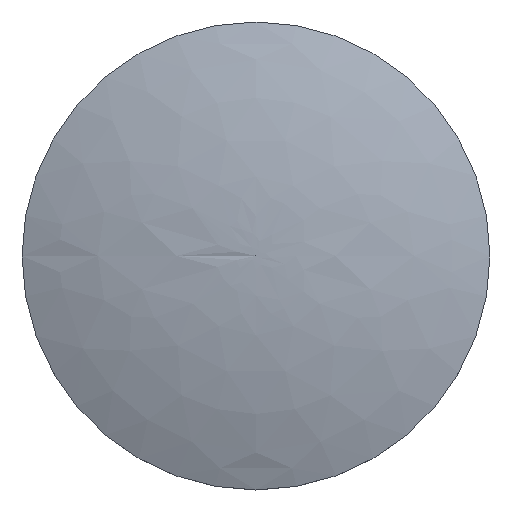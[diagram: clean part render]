
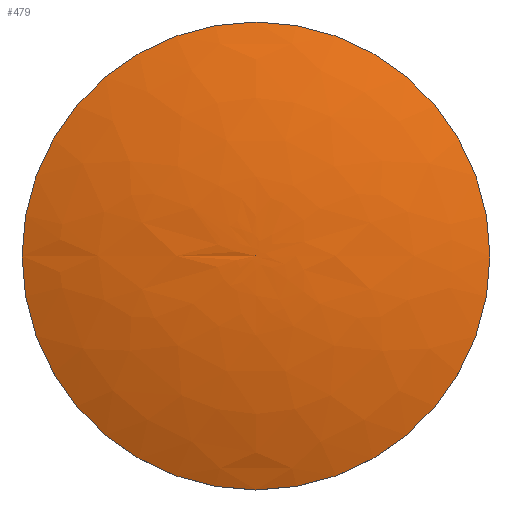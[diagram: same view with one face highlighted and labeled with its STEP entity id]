
A CAD part, top view. The second image highlights one B-rep face of the part: STEP entity #479.
In plain terms, the highlighted free-form (B-spline) face has degree [3, 3] with [4, 7] control points.
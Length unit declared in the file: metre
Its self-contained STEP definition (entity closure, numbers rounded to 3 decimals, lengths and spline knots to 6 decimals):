
#479=ADVANCED_FACE('',(#1406,#1407),#1408,.T.);
#1406=FACE_BOUND('',#2872,.T.);
#1407=FACE_OUTER_BOUND('',#2873,.T.);
#1408=(B_SPLINE_SURFACE(3,3,((#2875,#2876,#2877,#2878,#2879,#2880,#2881),(#2882,#2883,#2884,#2885,#2886,#2887,#2888),(#2889,#2890,#2891,#2892,#2893,#2894,#2895),(#2896,#2897,#2898,#2899,#2900,#2901,#2902)),.UNSPECIFIED.,.F.,.T.,.F.)B_SPLINE_SURFACE_WITH_KNOTS((4,4),(4,3,4),(0.0,6.283185),(-1.585933,-1.394601,-1.203269),.UNSPECIFIED.)RATIONAL_B_SPLINE_SURFACE(((1.0,0.333,0.333,1.0,0.333,0.333,1.0),(0.988,0.329,0.329,0.988,0.329,0.329,0.988),(0.988,0.329,0.329,0.988,0.329,0.329,0.988),(1.0,0.333,0.333,1.0,0.333,0.333,1.0)))BOUNDED_SURFACE()REPRESENTATION_ITEM('')GEOMETRIC_REPRESENTATION_ITEM()SURFACE());
#2872=VERTEX_LOOP('',#4366);
#2873=EDGE_LOOP('',(#4367));
#2875=CARTESIAN_POINT('',(-0.01685,0.0,0.));
#2876=CARTESIAN_POINT('',(-0.01685,0.0337,0.));
#2877=CARTESIAN_POINT('',(0.01685,0.0337,0.));
#2878=CARTESIAN_POINT('',(0.01685,0.0,0.));
#2879=CARTESIAN_POINT('',(0.01685,-0.0337,0.));
#2880=CARTESIAN_POINT('',(-0.01685,-0.0337,0.));
#2881=CARTESIAN_POINT('',(-0.01685,0.0,0.));
#2882=CARTESIAN_POINT('',(-0.01146,0.0,0.002075));
#2883=CARTESIAN_POINT('',(-0.01146,0.022921,0.002075));
#2884=CARTESIAN_POINT('',(0.01146,0.022921,0.002075));
#2885=CARTESIAN_POINT('',(0.01146,0.0,0.002075));
#2886=CARTESIAN_POINT('',(0.01146,-0.022921,0.002075));
#2887=CARTESIAN_POINT('',(-0.01146,-0.022921,0.002075));
#2888=CARTESIAN_POINT('',(-0.01146,0.0,0.002075));
#2889=CARTESIAN_POINT('',(-0.005775,0.0,0.003087));
#2890=CARTESIAN_POINT('',(-0.005775,0.011549,0.003087));
#2891=CARTESIAN_POINT('',(0.005775,0.011549,0.003087));
#2892=CARTESIAN_POINT('',(0.005775,0.0,0.003087));
#2893=CARTESIAN_POINT('',(0.005775,-0.011549,0.003087));
#2894=CARTESIAN_POINT('',(-0.005775,-0.011549,0.003087));
#2895=CARTESIAN_POINT('',(-0.005775,0.0,0.003087));
#2896=CARTESIAN_POINT('',(0.,0.0,0.003));
#2897=CARTESIAN_POINT('',(0.,0.,0.003));
#2898=CARTESIAN_POINT('',(0.,0.,0.003));
#2899=CARTESIAN_POINT('',(0.,0.0,0.003));
#2900=CARTESIAN_POINT('',(0.,0.,0.003));
#2901=CARTESIAN_POINT('',(0.,0.,0.003));
#2902=CARTESIAN_POINT('',(0.,0.0,0.003));
#4366=VERTEX_POINT('',#8352);
#4367=ORIENTED_EDGE('',*,*,#8353,.F.);
#8352=CARTESIAN_POINT('',(0.,0.0,0.003));
#8353=EDGE_CURVE('',#9892,#9892,#9893,.T.);
#9892=VERTEX_POINT('',#12155);
#9893=CIRCLE('',#12156,0.01685);
#12155=CARTESIAN_POINT('',(-0.01685,0.0,0.0));
#12156=AXIS2_PLACEMENT_3D('',#15317,#15318,#15319);
#15317=CARTESIAN_POINT('',(0.0,0.0,0.0));
#15318=DIRECTION('',(-0.0,0.0,-1.0));
#15319=DIRECTION('',(-1.0,0.0,0.0));
